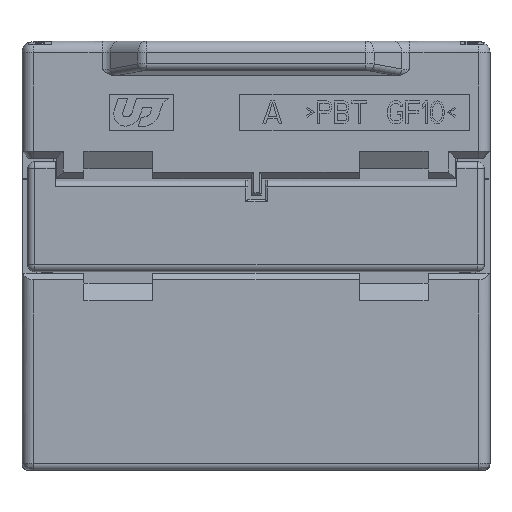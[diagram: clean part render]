
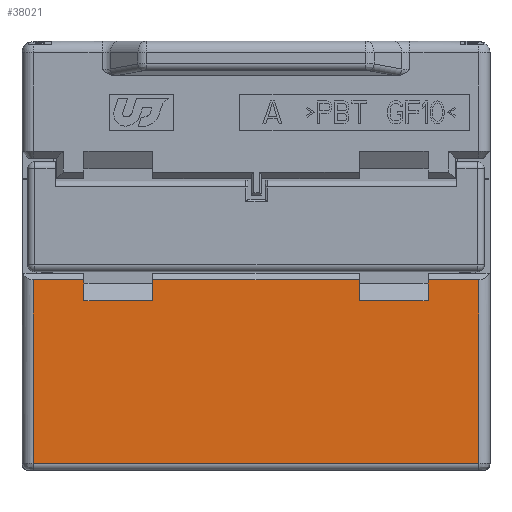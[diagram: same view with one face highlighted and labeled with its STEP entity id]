
A CAD part, top view. The second image highlights one B-rep face of the part: STEP entity #38021.
In plain terms, the highlighted planar face has unit normal (0, 0, 1).
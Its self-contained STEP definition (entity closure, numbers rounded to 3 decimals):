
#11261=DIRECTION('',(0.,1.,0.));
#11262=VECTOR('',#11261,0.9);
#11263=CARTESIAN_POINT('',(-4.5,7.4,4.2));
#11264=LINE('',#11263,#11262);
#11265=DIRECTION('',(1.,0.,0.));
#11266=VECTOR('',#11265,9.);
#11267=CARTESIAN_POINT('',(-4.5,8.3,4.2));
#11268=LINE('',#11267,#11266);
#11269=DIRECTION('',(0.,1.,0.));
#11270=VECTOR('',#11269,0.9);
#11271=CARTESIAN_POINT('',(4.5,7.4,4.2));
#11272=LINE('',#11271,#11270);
#11273=DIRECTION('',(1.,0.,0.));
#11274=VECTOR('',#11273,3.);
#11275=CARTESIAN_POINT('',(4.5,7.4,4.2));
#11276=LINE('',#11275,#11274);
#11277=DIRECTION('',(0.,1.,0.));
#11278=VECTOR('',#11277,0.9);
#11279=CARTESIAN_POINT('',(7.5,7.4,4.2));
#11280=LINE('',#11279,#11278);
#11281=DIRECTION('',(1.,0.,0.));
#11282=VECTOR('',#11281,2.2);
#11283=CARTESIAN_POINT('',(7.5,8.3,4.2));
#11284=LINE('',#11283,#11282);
#11285=DIRECTION('',(0.,-1.,0.));
#11286=VECTOR('',#11285,8.);
#11287=CARTESIAN_POINT('',(9.7,8.3,4.2));
#11288=LINE('',#11287,#11286);
#11289=DIRECTION('',(-1.,0.,0.));
#11290=VECTOR('',#11289,19.4);
#11291=CARTESIAN_POINT('',(9.7,0.3,4.2));
#11292=LINE('',#11291,#11290);
#11293=DIRECTION('',(0.,-1.,0.));
#11294=VECTOR('',#11293,8.);
#11295=CARTESIAN_POINT('',(-9.7,8.3,4.2));
#11296=LINE('',#11295,#11294);
#11297=DIRECTION('',(1.,0.,0.));
#11298=VECTOR('',#11297,2.2);
#11299=CARTESIAN_POINT('',(-9.7,8.3,4.2));
#11300=LINE('',#11299,#11298);
#11301=DIRECTION('',(0.,1.,0.));
#11302=VECTOR('',#11301,0.9);
#11303=CARTESIAN_POINT('',(-7.5,7.4,4.2));
#11304=LINE('',#11303,#11302);
#11305=DIRECTION('',(-1.,0.,0.));
#11306=VECTOR('',#11305,3.);
#11307=CARTESIAN_POINT('',(-4.5,7.4,4.2));
#11308=LINE('',#11307,#11306);
#17980=CARTESIAN_POINT('',(9.7,0.3,4.2));
#17981=CARTESIAN_POINT('',(-9.7,0.3,4.2));
#17982=VERTEX_POINT('',#17980);
#17983=VERTEX_POINT('',#17981);
#18036=CARTESIAN_POINT('',(-9.7,8.3,4.2));
#18037=VERTEX_POINT('',#18036);
#18327=CARTESIAN_POINT('',(4.5,7.4,4.2));
#18328=CARTESIAN_POINT('',(4.5,8.3,4.2));
#18329=VERTEX_POINT('',#18327);
#18330=VERTEX_POINT('',#18328);
#18335=CARTESIAN_POINT('',(7.5,7.4,4.2));
#18336=CARTESIAN_POINT('',(7.5,8.3,4.2));
#18337=VERTEX_POINT('',#18335);
#18338=VERTEX_POINT('',#18336);
#18343=CARTESIAN_POINT('',(-4.5,7.4,4.2));
#18344=CARTESIAN_POINT('',(-4.5,8.3,4.2));
#18345=VERTEX_POINT('',#18343);
#18346=VERTEX_POINT('',#18344);
#18351=CARTESIAN_POINT('',(-7.5,7.4,4.2));
#18352=CARTESIAN_POINT('',(-7.5,8.3,4.2));
#18353=VERTEX_POINT('',#18351);
#18354=VERTEX_POINT('',#18352);
#19139=CARTESIAN_POINT('',(9.7,8.3,4.2));
#19140=VERTEX_POINT('',#19139);
#37991=CARTESIAN_POINT('',(-10.2,0.,4.2));
#37992=DIRECTION('',(0.,0.,1.));
#37993=DIRECTION('',(1.,0.,0.));
#37994=AXIS2_PLACEMENT_3D('',#37991,#37992,#37993);
#37995=PLANE('',#37994);
#37997=ORIENTED_EDGE('',*,*,#37996,.T.);
#37999=ORIENTED_EDGE('',*,*,#37998,.T.);
#38001=ORIENTED_EDGE('',*,*,#38000,.F.);
#38003=ORIENTED_EDGE('',*,*,#38002,.T.);
#38005=ORIENTED_EDGE('',*,*,#38004,.T.);
#38007=ORIENTED_EDGE('',*,*,#38006,.T.);
#38009=ORIENTED_EDGE('',*,*,#38008,.T.);
#38011=ORIENTED_EDGE('',*,*,#38010,.T.);
#38012=ORIENTED_EDGE('',*,*,#33209,.F.);
#38014=ORIENTED_EDGE('',*,*,#38013,.T.);
#38016=ORIENTED_EDGE('',*,*,#38015,.F.);
#38018=ORIENTED_EDGE('',*,*,#38017,.F.);
#38019=EDGE_LOOP('',(#37997,#37999,#38001,#38003,#38005,#38007,#38009,#38011,
#38012,#38014,#38016,#38018));
#38020=FACE_OUTER_BOUND('',#38019,.F.);
#38021=ADVANCED_FACE('',(#38020),#37995,.T.);
#33209=EDGE_CURVE('',#18037,#17983,#11296,.T.);
#37996=EDGE_CURVE('',#18345,#18346,#11264,.T.);
#37998=EDGE_CURVE('',#18346,#18330,#11268,.T.);
#38000=EDGE_CURVE('',#18329,#18330,#11272,.T.);
#38002=EDGE_CURVE('',#18329,#18337,#11276,.T.);
#38004=EDGE_CURVE('',#18337,#18338,#11280,.T.);
#38006=EDGE_CURVE('',#18338,#19140,#11284,.T.);
#38008=EDGE_CURVE('',#19140,#17982,#11288,.T.);
#38010=EDGE_CURVE('',#17982,#17983,#11292,.T.);
#38013=EDGE_CURVE('',#18037,#18354,#11300,.T.);
#38015=EDGE_CURVE('',#18353,#18354,#11304,.T.);
#38017=EDGE_CURVE('',#18345,#18353,#11308,.T.);
